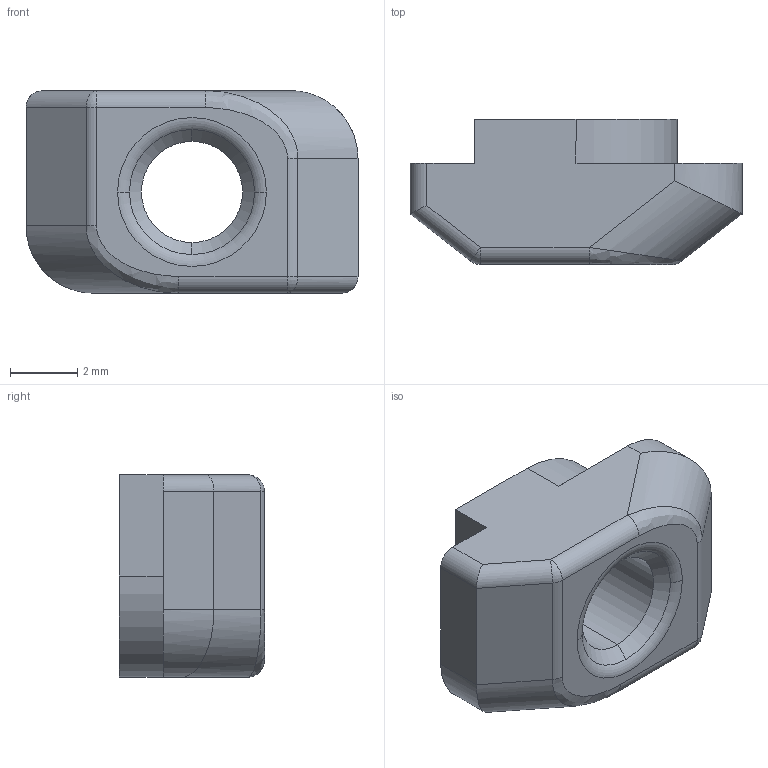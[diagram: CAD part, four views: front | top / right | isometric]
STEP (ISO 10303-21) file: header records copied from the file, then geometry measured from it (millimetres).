
FILE_DESCRIPTION (( 'STEP AP214' ), '1' );
FILE_NAME ('B802 Ò-ãàéêà Ì4, ïàç 6, íåðæ.STEP', '2025-07-14T10:49:22', ( '' ), ( '' ), 'SwSTEP 2.0', 'SolidWorks 2025', '' );
FILE_SCHEMA (( 'AUTOMOTIVE_DESIGN' ));
Length unit declared in the file: millimetre
Products named in the file (1): B802 Т-гайка М4, паз 6, нерж
Bounding box: 9.84 x 4.3 x 6 mm (x, y, z)
Volume: 160.6 mm3; surface area: 229.7 mm2
Topology: 1 solids, 1 shells, 38 faces, 92 edges, 54 vertices
Faces by surface type: cylinder 16, plane 12, cone 4, torus 2, bspline 2, sphere 2
Entity records: 1159 total; most frequent: CARTESIAN_POINT 265, DIRECTION 188, ORIENTED_EDGE 180, EDGE_CURVE 90, AXIS2_PLACEMENT_3D 69, VERTEX_POINT 54, LINE 50, VECTOR 50
